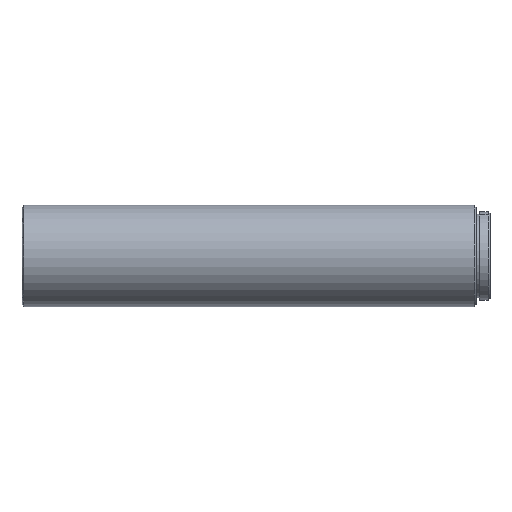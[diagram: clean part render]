
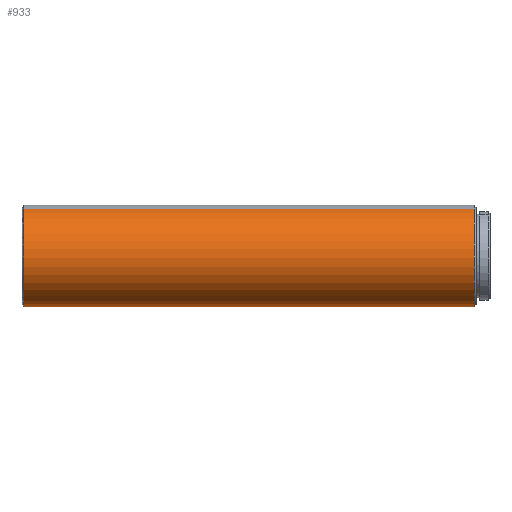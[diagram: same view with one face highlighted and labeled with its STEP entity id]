
A CAD part, front view. The second image highlights one B-rep face of the part: STEP entity #933.
In plain terms, the highlighted cylindrical face has radius 14.5 mm (diameter 29 mm), a partial arc.
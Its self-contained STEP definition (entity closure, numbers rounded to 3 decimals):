
#179 = CIRCLE ( 'NONE', #3253, 14.5 ) ;
#493 = LINE ( 'NONE', #3733, #1368 ) ;
#751 = AXIS2_PLACEMENT_3D ( 'NONE', #2278, #1895, #2595 ) ;
#772 = ORIENTED_EDGE ( 'NONE', *, *, #2484, .T. ) ;
#845 = EDGE_CURVE ( 'NONE', #3872, #4050, #1209, .T. ) ;
#933 = ADVANCED_FACE ( 'NONE', ( #1442 ), #3696, .T. ) ;
#1209 = CIRCLE ( 'NONE', #2603, 14.5 ) ;
#1341 = CARTESIAN_POINT ( 'NONE',  ( 156.104, 0., 0. ) ) ;
#1368 = VECTOR ( 'NONE', #2393, 1000. ) ;
#1442 = FACE_OUTER_BOUND ( 'NONE', #1896, .T. ) ;
#1488 = CARTESIAN_POINT ( 'NONE',  ( 27.264, 5.542, -13.399 ) ) ;
#1628 = DIRECTION ( 'NONE',  ( -1., 0., 0. ) ) ;
#1683 = ORIENTED_EDGE ( 'NONE', *, *, #2034, .T. ) ;
#1828 = DIRECTION ( 'NONE',  ( 0., 0.382, -0.924 ) ) ;
#1895 = DIRECTION ( 'NONE',  ( -1., 0., 0. ) ) ;
#1896 = EDGE_LOOP ( 'NONE', ( #1993, #772, #1683, #2170 ) ) ;
#1993 = ORIENTED_EDGE ( 'NONE', *, *, #2884, .F. ) ;
#2034 = EDGE_CURVE ( 'NONE', #2372, #3872, #4438, .T. ) ;
#2109 = CARTESIAN_POINT ( 'NONE',  ( 156.104, -5.542, 13.399 ) ) ;
#2170 = ORIENTED_EDGE ( 'NONE', *, *, #845, .T. ) ;
#2278 = CARTESIAN_POINT ( 'NONE',  ( 26.764, 0., 0. ) ) ;
#2372 = VERTEX_POINT ( 'NONE', #2109 ) ;
#2393 = DIRECTION ( 'NONE',  ( -1., 0., 0. ) ) ;
#2484 = EDGE_CURVE ( 'NONE', #4378, #2372, #179, .T. ) ;
#2502 = CARTESIAN_POINT ( 'NONE',  ( 27.264, 0., 0. ) ) ;
#2595 = DIRECTION ( 'NONE',  ( 0., -0.382, 0.924 ) ) ;
#2603 = AXIS2_PLACEMENT_3D ( 'NONE', #2502, #3183, #1828 ) ;
#2626 = CARTESIAN_POINT ( 'NONE',  ( 26.764, -5.542, 13.399 ) ) ;
#2884 = EDGE_CURVE ( 'NONE', #4378, #4050, #493, .T. ) ;
#3066 = CARTESIAN_POINT ( 'NONE',  ( 27.264, -5.542, 13.399 ) ) ;
#3079 = DIRECTION ( 'NONE',  ( 0., -0.382, 0.924 ) ) ;
#3183 = DIRECTION ( 'NONE',  ( 1., 0., 0. ) ) ;
#3253 = AXIS2_PLACEMENT_3D ( 'NONE', #1341, #3750, #3079 ) ;
#3696 = CYLINDRICAL_SURFACE ( 'NONE', #751, 14.5 ) ;
#3733 = CARTESIAN_POINT ( 'NONE',  ( 26.764, 5.542, -13.399 ) ) ;
#3750 = DIRECTION ( 'NONE',  ( -1., 0., 0. ) ) ;
#3848 = CARTESIAN_POINT ( 'NONE',  ( 156.104, 5.542, -13.399 ) ) ;
#3872 = VERTEX_POINT ( 'NONE', #3066 ) ;
#3898 = VECTOR ( 'NONE', #1628, 1000. ) ;
#4050 = VERTEX_POINT ( 'NONE', #1488 ) ;
#4378 = VERTEX_POINT ( 'NONE', #3848 ) ;
#4438 = LINE ( 'NONE', #2626, #3898 ) ;
